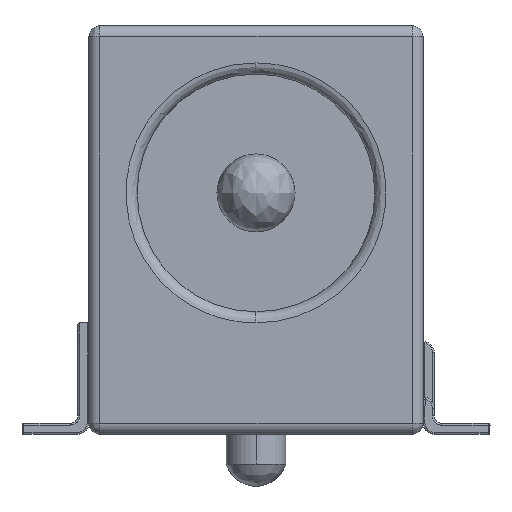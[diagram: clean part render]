
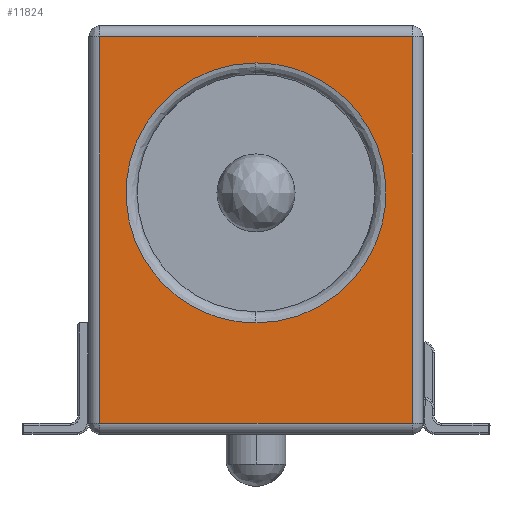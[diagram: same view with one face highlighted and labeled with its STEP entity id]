
A CAD part, left-side view. The second image highlights one B-rep face of the part: STEP entity #11824.
In plain terms, the highlighted planar face has unit normal (-1, 0, 0).
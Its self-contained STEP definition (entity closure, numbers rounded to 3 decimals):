
#272 = CARTESIAN_POINT ( 'NONE',  ( -8.05, -4.2, 10.6 ) ) ;
#1641 = VERTEX_POINT ( 'NONE', #23161 ) ;
#1864 =( BOUNDED_CURVE ( )  B_SPLINE_CURVE ( 3, ( #17312, #19442, #21553, #21810 ),
 .UNSPECIFIED., .F., .T. ) 
 B_SPLINE_CURVE_WITH_KNOTS ( ( 4, 4 ),
 ( 0., 1. ),
 .UNSPECIFIED. ) 
 CURVE ( )  GEOMETRIC_REPRESENTATION_ITEM ( )  RATIONAL_B_SPLINE_CURVE ( ( 1., 0.333, 0.333, 1. ) ) 
 REPRESENTATION_ITEM ( '' )  );
#2739 = FACE_BOUND ( 'NONE', #7753, .T. ) ;
#3364 = CARTESIAN_POINT ( 'NONE',  ( -8.05, 0., 2.9 ) ) ;
#4220 = EDGE_CURVE ( 'NONE', #4476, #1641, #18781, .T. ) ;
#4476 = VERTEX_POINT ( 'NONE', #24368 ) ;
#5231 = CARTESIAN_POINT ( 'NONE',  ( -8.05, -4.2, 0.2 ) ) ;
#5350 = DIRECTION ( 'NONE',  ( 0., 0., -1. ) ) ;
#5357 = LINE ( 'NONE', #24959, #18836 ) ;
#6230 = EDGE_CURVE ( 'NONE', #8553, #10661, #5357, .T. ) ;
#7162 = ORIENTED_EDGE ( 'NONE', *, *, #20896, .F. ) ;
#7218 = VERTEX_POINT ( 'NONE', #5231 ) ;
#7407 = EDGE_CURVE ( 'NONE', #7218, #8553, #7863, .T. ) ;
#7753 = EDGE_LOOP ( 'NONE', ( #11679, #18275 ) ) ;
#7863 = LINE ( 'NONE', #19231, #18553 ) ;
#8404 = DIRECTION ( 'NONE',  ( 0., -1., 0. ) ) ;
#8439 = EDGE_CURVE ( 'NONE', #10661, #16365, #14468, .T. ) ;
#8442 = ORIENTED_EDGE ( 'NONE', *, *, #8439, .F. ) ;
#8519 = DIRECTION ( 'NONE',  ( 0., 1., 0. ) ) ;
#8553 = VERTEX_POINT ( 'NONE', #20837 ) ;
#8664 = VECTOR ( 'NONE', #8404, 1000. ) ;
#10661 = VERTEX_POINT ( 'NONE', #13597 ) ;
#10944 = ORIENTED_EDGE ( 'NONE', *, *, #7407, .F. ) ;
#11679 = ORIENTED_EDGE ( 'NONE', *, *, #16350, .F. ) ;
#11824 = ADVANCED_FACE ( 'NONE', ( #16237, #2739 ), #18235, .F. ) ;
#12215 = CARTESIAN_POINT ( 'NONE',  ( -8.05, 4.5, 10.6 ) ) ;
#12488 = DIRECTION ( 'NONE',  ( 1., 0., 0. ) ) ;
#13124 = CARTESIAN_POINT ( 'NONE',  ( -8.05, -4.2, 10.9 ) ) ;
#13574 = AXIS2_PLACEMENT_3D ( 'NONE', #20184, #12488, #8519 ) ;
#13597 = CARTESIAN_POINT ( 'NONE',  ( -8.05, 4.2, 10.6 ) ) ;
#14468 = LINE ( 'NONE', #12215, #8664 ) ;
#14928 = CARTESIAN_POINT ( 'NONE',  ( -8.05, -7., 2.9 ) ) ;
#15308 = ORIENTED_EDGE ( 'NONE', *, *, #6230, .F. ) ;
#15638 = EDGE_LOOP ( 'NONE', ( #15308, #10944, #7162, #8442 ) ) ;
#16237 = FACE_OUTER_BOUND ( 'NONE', #15638, .T. ) ;
#16350 = EDGE_CURVE ( 'NONE', #1641, #4476, #1864, .T. ) ;
#16365 = VERTEX_POINT ( 'NONE', #272 ) ;
#17036 = DIRECTION ( 'NONE',  ( 0., 1., 0. ) ) ;
#17312 = CARTESIAN_POINT ( 'NONE',  ( -8.05, 0., 9.9 ) ) ;
#18235 = PLANE ( 'NONE',  #13574 ) ;
#18275 = ORIENTED_EDGE ( 'NONE', *, *, #4220, .F. ) ;
#18553 = VECTOR ( 'NONE', #17036, 1000. ) ;
#18781 =( BOUNDED_CURVE ( )  B_SPLINE_CURVE ( 3, ( #3364, #14928, #19017, #24914 ),
 .UNSPECIFIED., .F., .T. ) 
 B_SPLINE_CURVE_WITH_KNOTS ( ( 4, 4 ),
 ( 0., 1. ),
 .UNSPECIFIED. ) 
 CURVE ( )  GEOMETRIC_REPRESENTATION_ITEM ( )  RATIONAL_B_SPLINE_CURVE ( ( 1., 0.333, 0.333, 1. ) ) 
 REPRESENTATION_ITEM ( '' )  );
#18836 = VECTOR ( 'NONE', #24334, 1000. ) ;
#18918 = VECTOR ( 'NONE', #5350, 1000. ) ;
#19017 = CARTESIAN_POINT ( 'NONE',  ( -8.05, -7., 9.9 ) ) ;
#19231 = CARTESIAN_POINT ( 'NONE',  ( -8.05, 4.5, 0.2 ) ) ;
#19442 = CARTESIAN_POINT ( 'NONE',  ( -8.05, 7., 9.9 ) ) ;
#20184 = CARTESIAN_POINT ( 'NONE',  ( -8.05, 4.5, 10.9 ) ) ;
#20837 = CARTESIAN_POINT ( 'NONE',  ( -8.05, 4.2, 0.2 ) ) ;
#20896 = EDGE_CURVE ( 'NONE', #16365, #7218, #24081, .T. ) ;
#21553 = CARTESIAN_POINT ( 'NONE',  ( -8.05, 7., 2.9 ) ) ;
#21810 = CARTESIAN_POINT ( 'NONE',  ( -8.05, 0., 2.9 ) ) ;
#23161 = CARTESIAN_POINT ( 'NONE',  ( -8.05, 0., 9.9 ) ) ;
#24081 = LINE ( 'NONE', #13124, #18918 ) ;
#24334 = DIRECTION ( 'NONE',  ( 0., 0., 1. ) ) ;
#24368 = CARTESIAN_POINT ( 'NONE',  ( -8.05, 0., 2.9 ) ) ;
#24914 = CARTESIAN_POINT ( 'NONE',  ( -8.05, 0., 9.9 ) ) ;
#24959 = CARTESIAN_POINT ( 'NONE',  ( -8.05, 4.2, 10.9 ) ) ;
